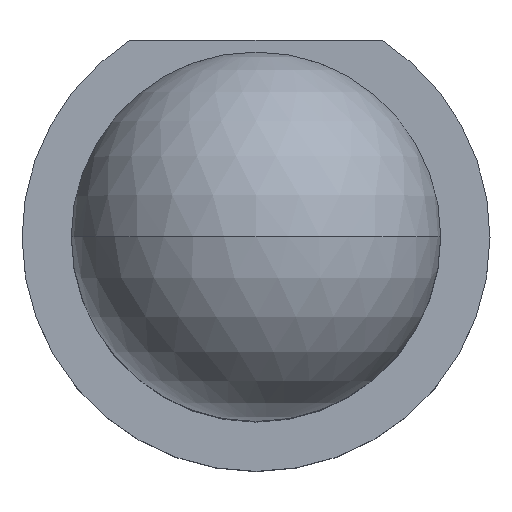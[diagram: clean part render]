
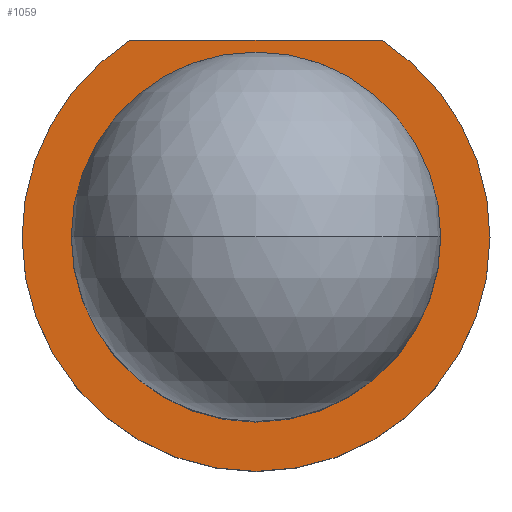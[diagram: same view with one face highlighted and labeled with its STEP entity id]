
A CAD part, top view. The second image highlights one B-rep face of the part: STEP entity #1059.
In plain terms, the highlighted planar face has unit normal (0, 0, 1).
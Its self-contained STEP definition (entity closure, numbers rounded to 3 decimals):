
#73 = EDGE_LOOP ( 'NONE', ( #1385, #1530, #1238, #1489 ) ) ;
#91 = DIRECTION ( 'NONE',  ( 1., 0., 0. ) ) ;
#99 = DIRECTION ( 'NONE',  ( 0., 0., 1. ) ) ;
#102 = CARTESIAN_POINT ( 'NONE',  ( 0., 0., 2. ) ) ;
#164 = AXIS2_PLACEMENT_3D ( 'NONE', #245, #328, #265 ) ;
#193 = AXIS2_PLACEMENT_3D ( 'NONE', #373, #910, #367 ) ;
#222 = AXIS2_PLACEMENT_3D ( 'NONE', #892, #876, #796 ) ;
#245 = CARTESIAN_POINT ( 'NONE',  ( 0., 0., 2. ) ) ;
#252 = AXIS2_PLACEMENT_3D ( 'NONE', #1586, #1509, #1518 ) ;
#265 = DIRECTION ( 'NONE',  ( 1., 0., 0. ) ) ;
#314 = CARTESIAN_POINT ( 'NONE',  ( 0., 1.6, 2. ) ) ;
#318 = AXIS2_PLACEMENT_3D ( 'NONE', #102, #99, #91 ) ;
#328 = DIRECTION ( 'NONE',  ( 0., 0., 1. ) ) ;
#342 = VERTEX_POINT ( 'NONE', #1599 ) ;
#367 = DIRECTION ( 'NONE',  ( 1., 0., 0. ) ) ;
#372 = AXIS2_PLACEMENT_3D ( 'NONE', #466, #465, #463 ) ;
#373 = CARTESIAN_POINT ( 'NONE',  ( 0., 0., 2. ) ) ;
#391 = DIRECTION ( 'NONE',  ( 1., 0., 0. ) ) ;
#459 = CARTESIAN_POINT ( 'NONE',  ( 1.9, 0., 2. ) ) ;
#461 = ORIENTED_EDGE ( 'NONE', *, *, #1407, .F. ) ;
#463 = DIRECTION ( 'NONE',  ( 1., 0., 0. ) ) ;
#465 = DIRECTION ( 'NONE',  ( 0., 0., 1. ) ) ;
#466 = CARTESIAN_POINT ( 'NONE',  ( 0., 0., 2. ) ) ;
#491 = PLANE ( 'NONE',  #372 ) ;
#505 = CIRCLE ( 'NONE', #164, 1.5 ) ;
#533 = VERTEX_POINT ( 'NONE', #1438 ) ;
#535 = LINE ( 'NONE', #314, #536 ) ;
#536 = VECTOR ( 'NONE', #391, 1000. ) ;
#553 = CIRCLE ( 'NONE', #222, 1.9 ) ;
#565 = CIRCLE ( 'NONE', #193, 1.9 ) ;
#599 = CIRCLE ( 'NONE', #252, 1.5 ) ;
#715 = CARTESIAN_POINT ( 'NONE',  ( -1.9, 0., 2. ) ) ;
#796 = DIRECTION ( 'NONE',  ( 1., 0., 0. ) ) ;
#808 = FACE_BOUND ( 'NONE', #1305, .T. ) ;
#821 = FACE_OUTER_BOUND ( 'NONE', #73, .T. ) ;
#876 = DIRECTION ( 'NONE',  ( 0., 0., 1. ) ) ;
#892 = CARTESIAN_POINT ( 'NONE',  ( 0., 0., 2. ) ) ;
#910 = DIRECTION ( 'NONE',  ( 0., 0., 1. ) ) ;
#1014 = CARTESIAN_POINT ( 'NONE',  ( 1.5, 0., 2. ) ) ;
#1015 = CIRCLE ( 'NONE', #318, 1.9 ) ;
#1059 = ADVANCED_FACE ( 'NONE', ( #821, #808 ), #491, .T. ) ;
#1123 = ORIENTED_EDGE ( 'NONE', *, *, #1277, .F. ) ;
#1172 = EDGE_CURVE ( 'NONE', #1507, #1558, #1015, .T. ) ;
#1238 = ORIENTED_EDGE ( 'NONE', *, *, #1172, .T. ) ;
#1277 = EDGE_CURVE ( 'NONE', #342, #1409, #599, .T. ) ;
#1305 = EDGE_LOOP ( 'NONE', ( #1123, #461 ) ) ;
#1369 = EDGE_CURVE ( 'NONE', #1558, #1418, #553, .T. ) ;
#1385 = ORIENTED_EDGE ( 'NONE', *, *, #1395, .F. ) ;
#1387 = EDGE_CURVE ( 'NONE', #533, #1507, #565, .T. ) ;
#1395 = EDGE_CURVE ( 'NONE', #533, #1418, #535, .T. ) ;
#1407 = EDGE_CURVE ( 'NONE', #1409, #342, #505, .T. ) ;
#1409 = VERTEX_POINT ( 'NONE', #1014 ) ;
#1418 = VERTEX_POINT ( 'NONE', #1693 ) ;
#1438 = CARTESIAN_POINT ( 'NONE',  ( -1.025, 1.6, 2. ) ) ;
#1489 = ORIENTED_EDGE ( 'NONE', *, *, #1369, .T. ) ;
#1507 = VERTEX_POINT ( 'NONE', #715 ) ;
#1509 = DIRECTION ( 'NONE',  ( 0., 0., 1. ) ) ;
#1518 = DIRECTION ( 'NONE',  ( 1., 0., 0. ) ) ;
#1530 = ORIENTED_EDGE ( 'NONE', *, *, #1387, .T. ) ;
#1558 = VERTEX_POINT ( 'NONE', #459 ) ;
#1586 = CARTESIAN_POINT ( 'NONE',  ( 0., 0., 2. ) ) ;
#1599 = CARTESIAN_POINT ( 'NONE',  ( -1.5, 0., 2. ) ) ;
#1693 = CARTESIAN_POINT ( 'NONE',  ( 1.025, 1.6, 2. ) ) ;
